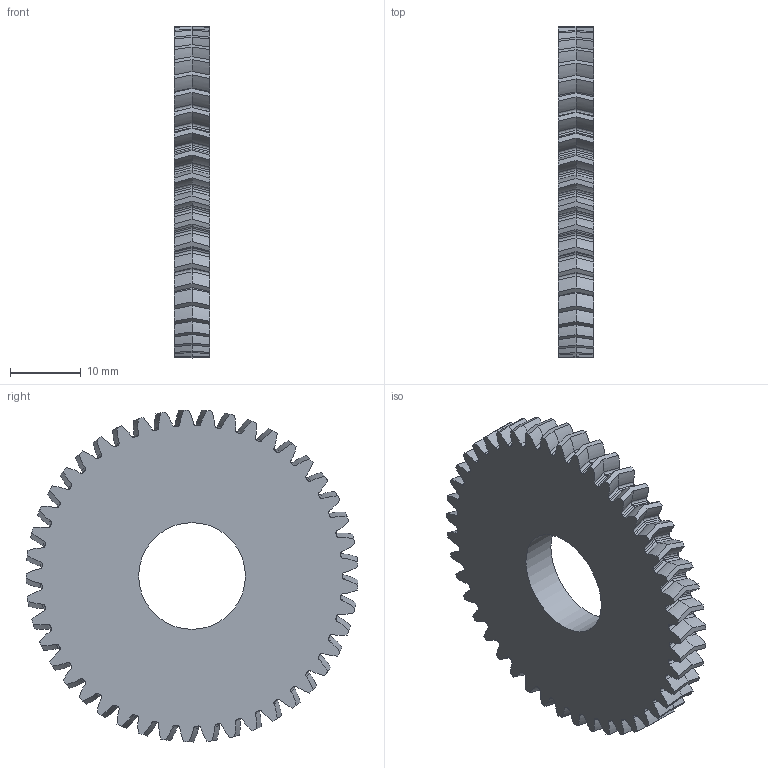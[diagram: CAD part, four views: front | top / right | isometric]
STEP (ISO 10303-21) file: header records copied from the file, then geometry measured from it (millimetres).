
FILE_DESCRIPTION(/* description */ ('STEP AP242','CAx-IF Rec.Pracs.---Representation and Presentation of Product Manufacturing Information (PMI)---4.0---2014-10-13','CAx-IF Rec.Pracs.---3D Tessellated Geometry---0.4---2014-09-14','2;1'),/* implementation_level */ '2;1');
FILE_NAME(/* name */ 'ver 3 -- in progress - tubegear',/* time_stamp */ '2025-09-24T02:10:52Z',/* author */ (''),/* organization */ (''),/* preprocessor_version */ 'ST-DEVELOPER v20',/* originating_system */ 'ONSHAPE BY PTC INC, 1.204',/* authorisation */ ' ');
FILE_SCHEMA (('AP242_MANAGED_MODEL_BASED_3D_ENGINEERING_MIM_LF { 1 0 10303 442 1 1 4 }'));
Length unit declared in the file: metre
Products named in the file (1): tubegear
Bounding box: 5 x 46.99 x 46.99 mm (x, y, z)
Volume: 6979.5 mm3; surface area: 4450.7 mm2
Topology: 1 solids, 1 shells, 498 faces, 1308 edges, 812 vertices
Faces by surface type: bspline 360, cylinder 136, plane 2
Full cylindrical faces by diameter (mm): 15.1 x1
Entity records: 31850 total; most frequent: CARTESIAN_POINT 22778, ORIENTED_EDGE 2614, EDGE_CURVE 1307, DIRECTION 1272, VERTEX_POINT 812, AXIS2_PLACEMENT_3D 636, EDGE_LOOP 501, FACE_BOUND 501
